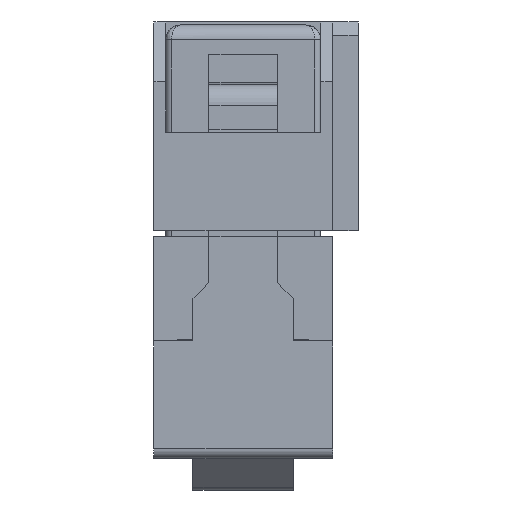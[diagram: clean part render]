
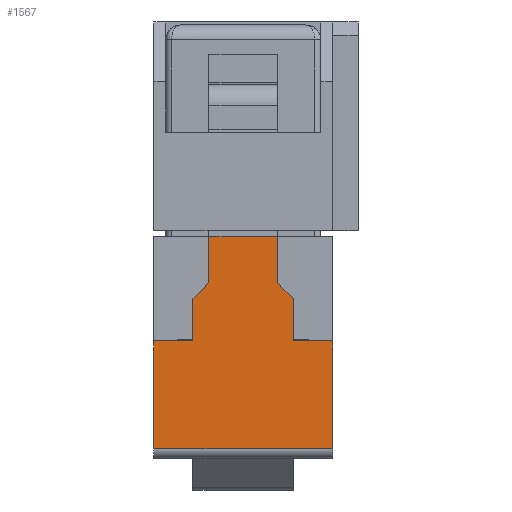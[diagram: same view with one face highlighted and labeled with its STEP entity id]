
A CAD part, left-side view. The second image highlights one B-rep face of the part: STEP entity #1567.
In plain terms, the highlighted planar face has unit normal (-1, 0, 0).
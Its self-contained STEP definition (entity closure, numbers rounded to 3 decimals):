
#1567 = ADVANCED_FACE( '', ( #3307 ), #3308, .T. );
#3307 = FACE_OUTER_BOUND( '', #5525, .T. );
#3308 = PLANE( '', #5526 );
#5525 = EDGE_LOOP( '', ( #9981, #9982, #9983, #9984, #9985, #9986, #9987, #9988, #9989, #9990, #9991, #9992 ) );
#5526 = AXIS2_PLACEMENT_3D( '', #9993, #9994, #9995 );
#9981 = ORIENTED_EDGE( '', *, *, #13694, .T. );
#9982 = ORIENTED_EDGE( '', *, *, #14233, .T. );
#9983 = ORIENTED_EDGE( '', *, *, #13463, .T. );
#9984 = ORIENTED_EDGE( '', *, *, #12735, .T. );
#9985 = ORIENTED_EDGE( '', *, *, #14440, .T. );
#9986 = ORIENTED_EDGE( '', *, *, #14441, .F. );
#9987 = ORIENTED_EDGE( '', *, *, #14442, .T. );
#9988 = ORIENTED_EDGE( '', *, *, #12731, .T. );
#9989 = ORIENTED_EDGE( '', *, *, #14443, .T. );
#9990 = ORIENTED_EDGE( '', *, *, #14444, .T. );
#9991 = ORIENTED_EDGE( '', *, *, #14102, .T. );
#9992 = ORIENTED_EDGE( '', *, *, #13883, .F. );
#9993 = CARTESIAN_POINT( '', ( -12.5, -3., 0. ) );
#9994 = DIRECTION( '', ( -1., 0., 0. ) );
#9995 = DIRECTION( '', ( 0., 0., 1. ) );
#12731 = EDGE_CURVE( '', #15177, #15175, #15178, .T. );
#12735 = EDGE_CURVE( '', #15173, #15183, #15185, .T. );
#13463 = EDGE_CURVE( '', #16446, #15173, #16447, .T. );
#13694 = EDGE_CURVE( '', #16809, #16807, #16810, .T. );
#13883 = EDGE_CURVE( '', #16809, #17114, #17115, .T. );
#14102 = EDGE_CURVE( '', #17418, #17114, #17419, .T. );
#14233 = EDGE_CURVE( '', #16807, #16446, #17598, .F. );
#14440 = EDGE_CURVE( '', #15183, #17868, #17869, .T. );
#14441 = EDGE_CURVE( '', #17870, #17868, #17871, .T. );
#14442 = EDGE_CURVE( '', #17870, #15177, #17872, .T. );
#14443 = EDGE_CURVE( '', #15175, #17873, #17874, .T. );
#14444 = EDGE_CURVE( '', #17873, #17418, #17875, .F. );
#15173 = VERTEX_POINT( '', #18758 );
#15175 = VERTEX_POINT( '', #18761 );
#15177 = VERTEX_POINT( '', #18764 );
#15178 = LINE( '', #18765, #18766 );
#15183 = VERTEX_POINT( '', #18773 );
#15185 = LINE( '', #18776, #18777 );
#16446 = VERTEX_POINT( '', #20679 );
#16447 = LINE( '', #20680, #20681 );
#16807 = VERTEX_POINT( '', #21253 );
#16809 = VERTEX_POINT( '', #21256 );
#16810 = LINE( '', #21257, #21258 );
#17114 = VERTEX_POINT( '', #21721 );
#17115 = LINE( '', #21722, #21723 );
#17418 = VERTEX_POINT( '', #22181 );
#17419 = LINE( '', #22182, #22183 );
#17598 = LINE( '', #22446, #22447 );
#17868 = VERTEX_POINT( '', #22864 );
#17869 = LINE( '', #22865, #22866 );
#17870 = VERTEX_POINT( '', #22867 );
#17871 = LINE( '', #22868, #22869 );
#17872 = LINE( '', #22870, #22871 );
#17873 = VERTEX_POINT( '', #22872 );
#17874 = LINE( '', #22873, #22874 );
#17875 = LINE( '', #22875, #22876 );
#18758 = CARTESIAN_POINT( '', ( -12.5, 1.685, 3.55 ) );
#18761 = CARTESIAN_POINT( '', ( -12.5, -1.685, 3.55 ) );
#18764 = CARTESIAN_POINT( '', ( -12.5, -3., 3.55 ) );
#18765 = CARTESIAN_POINT( '', ( -12.5, -3., 3.55 ) );
#18766 = VECTOR( '', #24012, 1000. );
#18773 = CARTESIAN_POINT( '', ( -12.5, 3., 3.55 ) );
#18776 = CARTESIAN_POINT( '', ( -12.5, -3., 3.55 ) );
#18777 = VECTOR( '', #24016, 1000. );
#20679 = CARTESIAN_POINT( '', ( -12.5, 1.685, 4.965 ) );
#20680 = CARTESIAN_POINT( '', ( -12.5, 1.685, 5.5 ) );
#20681 = VECTOR( '', #24755, 1000. );
#21253 = CARTESIAN_POINT( '', ( -12.5, 1.15, 5.5 ) );
#21256 = CARTESIAN_POINT( '', ( -12.5, 1.15, 7.05 ) );
#21257 = CARTESIAN_POINT( '', ( -12.5, 1.15, 6.95 ) );
#21258 = VECTOR( '', #24972, 1000. );
#21721 = CARTESIAN_POINT( '', ( -12.5, -1.15, 7.05 ) );
#21722 = CARTESIAN_POINT( '', ( -12.5, 1.15, 7.05 ) );
#21723 = VECTOR( '', #25143, 1000. );
#22181 = CARTESIAN_POINT( '', ( -12.5, -1.15, 5.5 ) );
#22182 = CARTESIAN_POINT( '', ( -12.5, -1.15, 5.5 ) );
#22183 = VECTOR( '', #25337, 1000. );
#22446 = CARTESIAN_POINT( '', ( -12.5, 1.825, 4.825 ) );
#22447 = VECTOR( '', #25452, 1000. );
#22864 = CARTESIAN_POINT( '', ( -12.5, 3., -0.07 ) );
#22865 = CARTESIAN_POINT( '', ( -12.5, 3., 3.55 ) );
#22866 = VECTOR( '', #25614, 1000. );
#22867 = CARTESIAN_POINT( '', ( -12.5, -3., -0.07 ) );
#22868 = CARTESIAN_POINT( '', ( -12.5, -3., -0.07 ) );
#22869 = VECTOR( '', #25615, 1000. );
#22870 = CARTESIAN_POINT( '', ( -12.5, -3., 0. ) );
#22871 = VECTOR( '', #25616, 1000. );
#22872 = CARTESIAN_POINT( '', ( -12.5, -1.685, 4.965 ) );
#22873 = CARTESIAN_POINT( '', ( -12.5, -1.685, 3.55 ) );
#22874 = VECTOR( '', #25617, 1000. );
#22875 = CARTESIAN_POINT( '', ( -12.5, -4.825, 1.825 ) );
#22876 = VECTOR( '', #25618, 1000. );
#24012 = DIRECTION( '', ( 0., 1., 0. ) );
#24016 = DIRECTION( '', ( 0., 1., 0. ) );
#24755 = DIRECTION( '', ( 0., 0., -1. ) );
#24972 = DIRECTION( '', ( 0., 0., -1. ) );
#25143 = DIRECTION( '', ( 0., -1., 0. ) );
#25337 = DIRECTION( '', ( 0., 0., 1. ) );
#25452 = DIRECTION( '', ( 0., -0.707, 0.707 ) );
#25614 = DIRECTION( '', ( 0., 0., -1. ) );
#25615 = DIRECTION( '', ( 0., 1., 0. ) );
#25616 = DIRECTION( '', ( 0., 0., 1. ) );
#25617 = DIRECTION( '', ( 0., 0., 1. ) );
#25618 = DIRECTION( '', ( 0., -0.707, -0.707 ) );
